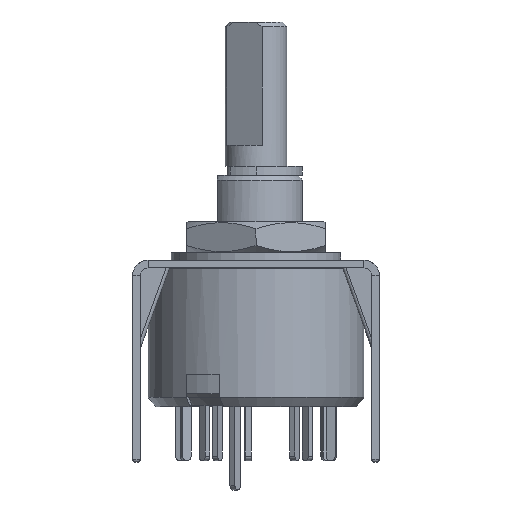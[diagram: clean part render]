
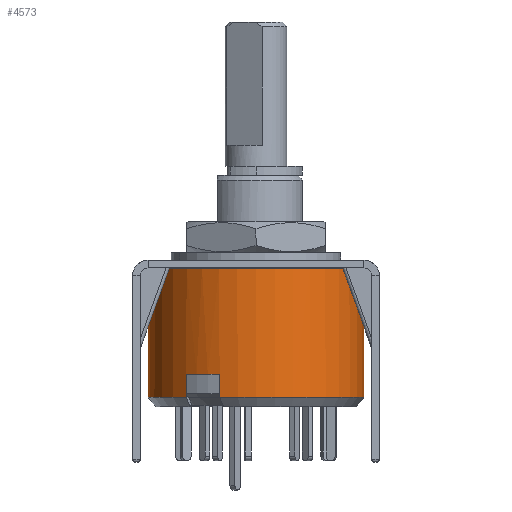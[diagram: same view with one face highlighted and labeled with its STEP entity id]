
A CAD part, front view. The second image highlights one B-rep face of the part: STEP entity #4573.
In plain terms, the highlighted cylindrical face has radius 7 mm (diameter 14 mm), a partial arc.
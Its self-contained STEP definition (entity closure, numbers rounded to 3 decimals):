
#172 = CIRCLE ( 'NONE', #12282, 7. ) ;
#244 = LINE ( 'NONE', #12423, #13457 ) ;
#525 = EDGE_CURVE ( 'NONE', #16267, #6102, #13133, .T. ) ;
#571 = ORIENTED_EDGE ( 'NONE', *, *, #2948, .T. ) ;
#650 = CARTESIAN_POINT ( 'NONE',  ( 7., 0., 9. ) ) ;
#925 = DIRECTION ( 'NONE',  ( 0., 0., -1. ) ) ;
#1090 = EDGE_CURVE ( 'NONE', #10494, #4096, #4914, .T. ) ;
#1235 = ORIENTED_EDGE ( 'NONE', *, *, #15205, .T. ) ;
#2479 = CARTESIAN_POINT ( 'NONE',  ( -2.361, -6.59, 9. ) ) ;
#2876 = VECTOR ( 'NONE', #13779, 1000. ) ;
#2948 = EDGE_CURVE ( 'NONE', #10494, #13745, #244, .T. ) ;
#3098 = LINE ( 'NONE', #2479, #5118 ) ;
#3126 = DIRECTION ( 'NONE',  ( 0., 0., -1. ) ) ;
#3380 = CARTESIAN_POINT ( 'NONE',  ( 7., 0., 0.95 ) ) ;
#3662 = DIRECTION ( 'NONE',  ( 1., 0., 0. ) ) ;
#4096 = VERTEX_POINT ( 'NONE', #12870 ) ;
#4573 = ADVANCED_FACE ( 'NONE', ( #6130 ), #12963, .T. ) ;
#4698 = AXIS2_PLACEMENT_3D ( 'NONE', #12391, #925, #3662 ) ;
#4886 = CARTESIAN_POINT ( 'NONE',  ( -4.526, -5.34, -5.9 ) ) ;
#4914 = CIRCLE ( 'NONE', #4698, 7. ) ;
#5041 = AXIS2_PLACEMENT_3D ( 'NONE', #15947, #13416, #10815 ) ;
#5118 = VECTOR ( 'NONE', #7402, 1000. ) ;
#5231 = ORIENTED_EDGE ( 'NONE', *, *, #6129, .T. ) ;
#6019 = CARTESIAN_POINT ( 'NONE',  ( -7., 0., 9. ) ) ;
#6035 = VERTEX_POINT ( 'NONE', #9433 ) ;
#6102 = VERTEX_POINT ( 'NONE', #9986 ) ;
#6110 = DIRECTION ( 'NONE',  ( 0., 0., -1. ) ) ;
#6129 = EDGE_CURVE ( 'NONE', #9714, #13068, #3098, .T. ) ;
#6130 = FACE_OUTER_BOUND ( 'NONE', #12090, .T. ) ;
#6213 = CARTESIAN_POINT ( 'NONE',  ( 0., 0., -7.4 ) ) ;
#6750 = EDGE_CURVE ( 'NONE', #13745, #9714, #14895, .T. ) ;
#6889 = VECTOR ( 'NONE', #3126, 1000. ) ;
#7120 = ORIENTED_EDGE ( 'NONE', *, *, #6750, .T. ) ;
#7402 = DIRECTION ( 'NONE',  ( 0., 0., -1. ) ) ;
#7617 = ORIENTED_EDGE ( 'NONE', *, *, #13611, .T. ) ;
#8468 = DIRECTION ( 'NONE',  ( -1., 0., 0. ) ) ;
#8573 = CARTESIAN_POINT ( 'NONE',  ( -2.361, -6.59, -7.4 ) ) ;
#8616 = CIRCLE ( 'NONE', #5041, 7. ) ;
#9095 = EDGE_CURVE ( 'NONE', #6102, #13068, #172, .T. ) ;
#9433 = CARTESIAN_POINT ( 'NONE',  ( -7., 0., 0.95 ) ) ;
#9714 = VERTEX_POINT ( 'NONE', #15742 ) ;
#9729 = AXIS2_PLACEMENT_3D ( 'NONE', #9807, #11209, #8468 ) ;
#9807 = CARTESIAN_POINT ( 'NONE',  ( 0., 0., 9. ) ) ;
#9986 = CARTESIAN_POINT ( 'NONE',  ( 7., 0., -7.4 ) ) ;
#10146 = DIRECTION ( 'NONE',  ( 0., 0., 1. ) ) ;
#10494 = VERTEX_POINT ( 'NONE', #12404 ) ;
#10815 = DIRECTION ( 'NONE',  ( -1., 0., 0. ) ) ;
#11209 = DIRECTION ( 'NONE',  ( 0., 0., -1. ) ) ;
#11319 = DIRECTION ( 'NONE',  ( -1., 0., 0. ) ) ;
#11343 = DIRECTION ( 'NONE',  ( 0., 0., 1. ) ) ;
#12090 = EDGE_LOOP ( 'NONE', ( #12447, #1235, #7617, #12284, #571, #7120, #5231, #14303 ) ) ;
#12282 = AXIS2_PLACEMENT_3D ( 'NONE', #6213, #6110, #12571 ) ;
#12284 = ORIENTED_EDGE ( 'NONE', *, *, #1090, .F. ) ;
#12391 = CARTESIAN_POINT ( 'NONE',  ( 0., 0., -7.4 ) ) ;
#12404 = CARTESIAN_POINT ( 'NONE',  ( -4.526, -5.34, -7.4 ) ) ;
#12423 = CARTESIAN_POINT ( 'NONE',  ( -4.526, -5.34, 9. ) ) ;
#12447 = ORIENTED_EDGE ( 'NONE', *, *, #525, .F. ) ;
#12571 = DIRECTION ( 'NONE',  ( 1., 0., 0. ) ) ;
#12673 = AXIS2_PLACEMENT_3D ( 'NONE', #12741, #10146, #11319 ) ;
#12741 = CARTESIAN_POINT ( 'NONE',  ( 0., 0., -5.9 ) ) ;
#12870 = CARTESIAN_POINT ( 'NONE',  ( -7., 0., -7.4 ) ) ;
#12963 = CYLINDRICAL_SURFACE ( 'NONE', #9729, 7. ) ;
#13068 = VERTEX_POINT ( 'NONE', #8573 ) ;
#13133 = LINE ( 'NONE', #650, #6889 ) ;
#13416 = DIRECTION ( 'NONE',  ( 0., 0., -1. ) ) ;
#13457 = VECTOR ( 'NONE', #11343, 1000. ) ;
#13611 = EDGE_CURVE ( 'NONE', #6035, #4096, #15261, .T. ) ;
#13745 = VERTEX_POINT ( 'NONE', #4886 ) ;
#13779 = DIRECTION ( 'NONE',  ( 0., 0., -1. ) ) ;
#14303 = ORIENTED_EDGE ( 'NONE', *, *, #9095, .F. ) ;
#14895 = CIRCLE ( 'NONE', #12673, 7. ) ;
#15205 = EDGE_CURVE ( 'NONE', #16267, #6035, #8616, .T. ) ;
#15261 = LINE ( 'NONE', #6019, #2876 ) ;
#15742 = CARTESIAN_POINT ( 'NONE',  ( -2.361, -6.59, -5.9 ) ) ;
#15947 = CARTESIAN_POINT ( 'NONE',  ( 0., 0., 0.95 ) ) ;
#16267 = VERTEX_POINT ( 'NONE', #3380 ) ;
